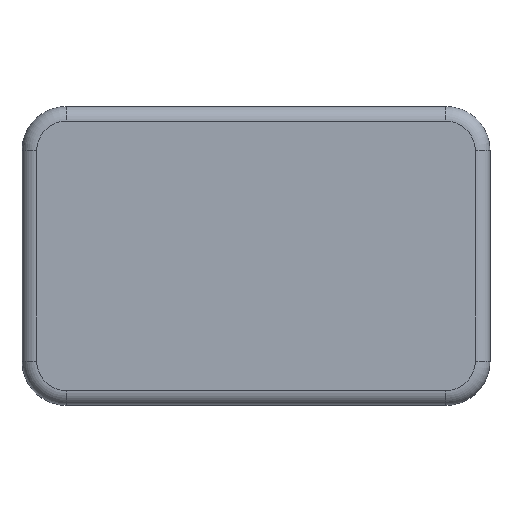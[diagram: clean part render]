
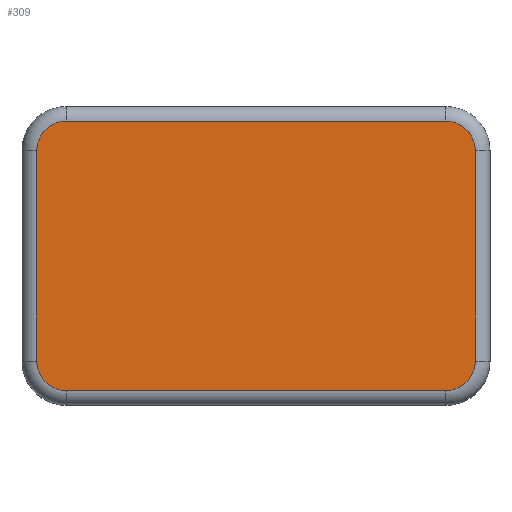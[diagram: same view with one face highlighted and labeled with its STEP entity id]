
A CAD part, top view. The second image highlights one B-rep face of the part: STEP entity #309.
In plain terms, the highlighted planar face has unit normal (0, 0, 1).
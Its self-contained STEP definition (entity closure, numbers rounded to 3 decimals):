
#2 = CARTESIAN_POINT ( 'NONE',  ( 12.9, -9.15, 10.2 ) ) ;
#31 = CIRCLE ( 'NONE', #533, 2. ) ;
#51 = DIRECTION ( 'NONE',  ( 0., 0., -1. ) ) ;
#76 = EDGE_CURVE ( 'NONE', #1858, #712, #275, .T. ) ;
#138 = LINE ( 'NONE', #1380, #1257 ) ;
#166 = DIRECTION ( 'NONE',  ( -1., 0., 0. ) ) ;
#223 = CARTESIAN_POINT ( 'NONE',  ( -12.9, -7.15, 10.2 ) ) ;
#253 = DIRECTION ( 'NONE',  ( -1., 0., 0. ) ) ;
#259 = ORIENTED_EDGE ( 'NONE', *, *, #680, .T. ) ;
#275 = CIRCLE ( 'NONE', #1532, 2. ) ;
#277 = VECTOR ( 'NONE', #1664, 1000. ) ;
#284 = DIRECTION ( 'NONE',  ( -1., 0., 0. ) ) ;
#309 = ADVANCED_FACE ( 'NONE', ( #665 ), #1550, .F. ) ;
#328 = DIRECTION ( 'NONE',  ( 0., 0., -1. ) ) ;
#345 = CARTESIAN_POINT ( 'NONE',  ( 14.9, 7.15, 10.2 ) ) ;
#451 = DIRECTION ( 'NONE',  ( -1., 0., 0. ) ) ;
#480 = DIRECTION ( 'NONE',  ( -1., 0., 0. ) ) ;
#510 = CARTESIAN_POINT ( 'NONE',  ( 0., 0., 10.2 ) ) ;
#526 = AXIS2_PLACEMENT_3D ( 'NONE', #223, #51, #284 ) ;
#533 = AXIS2_PLACEMENT_3D ( 'NONE', #1492, #2024, #253 ) ;
#650 = CARTESIAN_POINT ( 'NONE',  ( -12.9, -9.15, 10.2 ) ) ;
#665 = FACE_OUTER_BOUND ( 'NONE', #1435, .T. ) ;
#680 = EDGE_CURVE ( 'NONE', #1858, #1883, #138, .T. ) ;
#712 = VERTEX_POINT ( 'NONE', #345 ) ;
#756 = VERTEX_POINT ( 'NONE', #650 ) ;
#764 = CARTESIAN_POINT ( 'NONE',  ( -12.9, 7.15, 10.2 ) ) ;
#808 = CARTESIAN_POINT ( 'NONE',  ( 12.9, 9.15, 10.2 ) ) ;
#874 = VERTEX_POINT ( 'NONE', #2099 ) ;
#876 = ORIENTED_EDGE ( 'NONE', *, *, #879, .T. ) ;
#879 = EDGE_CURVE ( 'NONE', #756, #1956, #1238, .T. ) ;
#946 = CARTESIAN_POINT ( 'NONE',  ( 14.9, 0., 10.2 ) ) ;
#963 = DIRECTION ( 'NONE',  ( 0., 0., -1. ) ) ;
#973 = LINE ( 'NONE', #946, #277 ) ;
#1120 = CARTESIAN_POINT ( 'NONE',  ( -12.9, 9.15, 10.2 ) ) ;
#1184 = DIRECTION ( 'NONE',  ( -1., 0., 0. ) ) ;
#1185 = AXIS2_PLACEMENT_3D ( 'NONE', #510, #1210, #1184 ) ;
#1210 = DIRECTION ( 'NONE',  ( 0., 0., -1. ) ) ;
#1238 = LINE ( 'NONE', #1764, #1472 ) ;
#1257 = VECTOR ( 'NONE', #166, 1000. ) ;
#1367 = CARTESIAN_POINT ( 'NONE',  ( -14.9, 7.15, 10.2 ) ) ;
#1380 = CARTESIAN_POINT ( 'NONE',  ( 0., 9.15, 10.2 ) ) ;
#1400 = AXIS2_PLACEMENT_3D ( 'NONE', #764, #963, #451 ) ;
#1435 = EDGE_LOOP ( 'NONE', ( #1746, #1593, #1803, #876, #1564, #1964, #2218, #259 ) ) ;
#1472 = VECTOR ( 'NONE', #1612, 1000. ) ;
#1481 = EDGE_CURVE ( 'NONE', #2139, #1956, #31, .T. ) ;
#1492 = CARTESIAN_POINT ( 'NONE',  ( 12.9, -7.15, 10.2 ) ) ;
#1532 = AXIS2_PLACEMENT_3D ( 'NONE', #2041, #328, #480 ) ;
#1550 = PLANE ( 'NONE',  #1185 ) ;
#1564 = ORIENTED_EDGE ( 'NONE', *, *, #1481, .F. ) ;
#1593 = ORIENTED_EDGE ( 'NONE', *, *, #2142, .T. ) ;
#1612 = DIRECTION ( 'NONE',  ( 1., 0., 0. ) ) ;
#1661 = CARTESIAN_POINT ( 'NONE',  ( -14.9, 0., 10.2 ) ) ;
#1664 = DIRECTION ( 'NONE',  ( 0., 1., 0. ) ) ;
#1746 = ORIENTED_EDGE ( 'NONE', *, *, #1781, .F. ) ;
#1761 = EDGE_CURVE ( 'NONE', #756, #874, #2237, .T. ) ;
#1764 = CARTESIAN_POINT ( 'NONE',  ( 0., -9.15, 10.2 ) ) ;
#1781 = EDGE_CURVE ( 'NONE', #1966, #1883, #2204, .T. ) ;
#1788 = EDGE_CURVE ( 'NONE', #2139, #712, #973, .T. ) ;
#1803 = ORIENTED_EDGE ( 'NONE', *, *, #1761, .F. ) ;
#1811 = CARTESIAN_POINT ( 'NONE',  ( 14.9, -7.15, 10.2 ) ) ;
#1858 = VERTEX_POINT ( 'NONE', #808 ) ;
#1883 = VERTEX_POINT ( 'NONE', #1120 ) ;
#1951 = VECTOR ( 'NONE', #2187, 1000. ) ;
#1956 = VERTEX_POINT ( 'NONE', #2 ) ;
#1964 = ORIENTED_EDGE ( 'NONE', *, *, #1788, .T. ) ;
#1966 = VERTEX_POINT ( 'NONE', #1367 ) ;
#2017 = LINE ( 'NONE', #1661, #1951 ) ;
#2024 = DIRECTION ( 'NONE',  ( 0., 0., -1. ) ) ;
#2041 = CARTESIAN_POINT ( 'NONE',  ( 12.9, 7.15, 10.2 ) ) ;
#2099 = CARTESIAN_POINT ( 'NONE',  ( -14.9, -7.15, 10.2 ) ) ;
#2139 = VERTEX_POINT ( 'NONE', #1811 ) ;
#2142 = EDGE_CURVE ( 'NONE', #1966, #874, #2017, .T. ) ;
#2187 = DIRECTION ( 'NONE',  ( 0., -1., 0. ) ) ;
#2204 = CIRCLE ( 'NONE', #1400, 2. ) ;
#2218 = ORIENTED_EDGE ( 'NONE', *, *, #76, .F. ) ;
#2237 = CIRCLE ( 'NONE', #526, 2. ) ;
